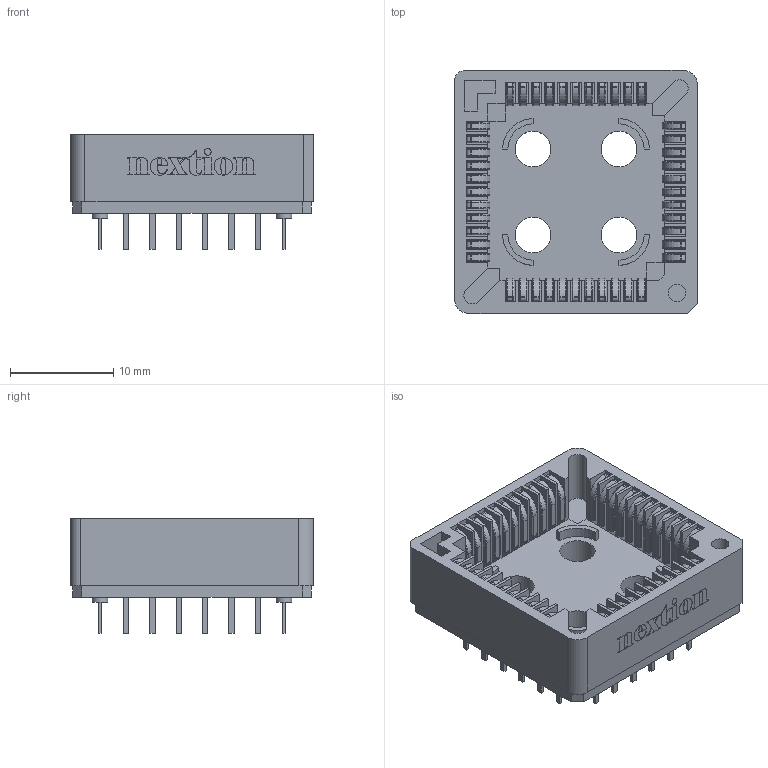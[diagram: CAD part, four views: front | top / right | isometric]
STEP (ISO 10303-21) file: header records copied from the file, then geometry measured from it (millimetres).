
FILE_DESCRIPTION(('STEP AP214'), '1');
FILE_NAME('??????_????+???????? ??????', '2023-04-05T07:20:36', ('comean'), (''), 'ASCON STEP Converter 1.6', 'ASCON Math Kernel', '');
FILE_SCHEMA(('AUTOMOTIVE_DESIGN { 1 0 10303 214 3 1 1}'));
Length unit declared in the file: millimetre
Assembly tree (46 placements, depth 2):
  (unnamed)
    (unnamed)
    (unnamed)  x44
    (unnamed)
Bounding box: 23.48 x 23.49 x 11.1 mm (x, y, z)
Volume: 2094.9 mm3; surface area: 4777.4 mm2
Topology: 89 solids, 89 shells, 3679 faces, 8673 edges, 5190 vertices
Faces by surface type: cylinder 1491, plane 1308, torus 880
Full cylindrical faces by diameter (mm): 1.5 x4, 1.683 x1, 3.44 x4
Entity records: 45168 total; most frequent: CARTESIAN_POINT 6116, DIRECTION 5903, ORIENTED_EDGE 5890, EDGE_CURVE 2945, LINE 2349, VECTOR 2349, VERTEX_POINT 1922, AXIS2_PLACEMENT_3D 1777
